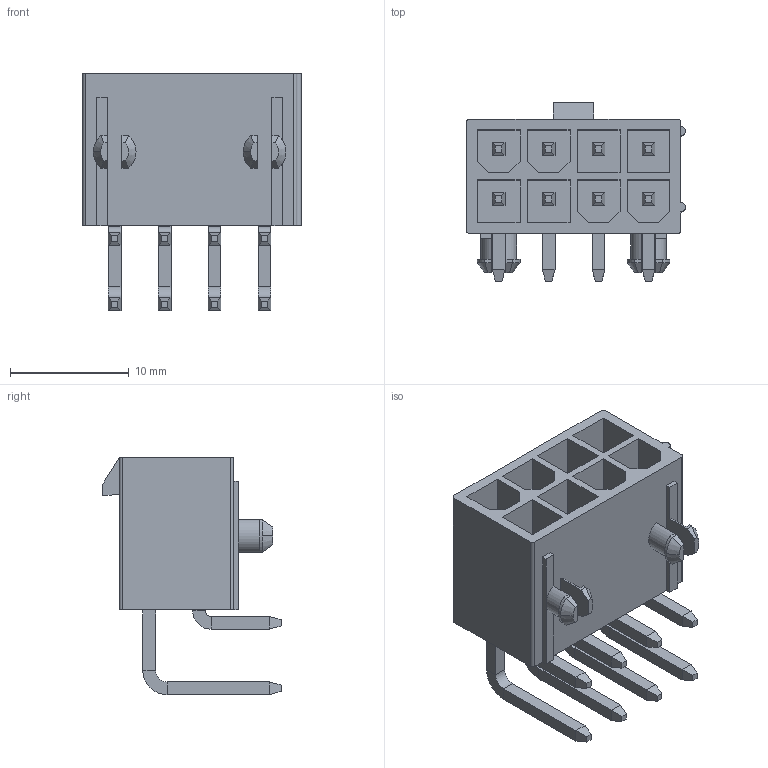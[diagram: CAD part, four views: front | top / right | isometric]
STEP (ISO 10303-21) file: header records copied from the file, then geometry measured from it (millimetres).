
FILE_DESCRIPTION (( 'STEP AP214' ), '1' );
FILE_NAME ('5569-08A2S-T.STEP', '2024-03-21T02:18:27', ( '' ), ( '' ), 'SwSTEP 2.0', 'SolidWorks 2021', '' );
FILE_SCHEMA (( 'AUTOMOTIVE_DESIGN' ));
Length unit declared in the file: millimetre
Products named in the file (1): 5569-08A2S-T
Bounding box: 18.4 x 15 x 19.93 mm (x, y, z)
Volume: 1498.7 mm3; surface area: 3017.7 mm2
Topology: 17 solids, 17 shells, 375 faces, 845 edges, 514 vertices
Faces by surface type: plane 337, cylinder 32, cone 6
Entity records: 11988 total; most frequent: CARTESIAN_POINT 1759, ORIENTED_EDGE 1690, DIRECTION 1663, EDGE_CURVE 845, VECTOR 763, LINE 763, VERTEX_POINT 514, AXIS2_PLACEMENT_3D 450
